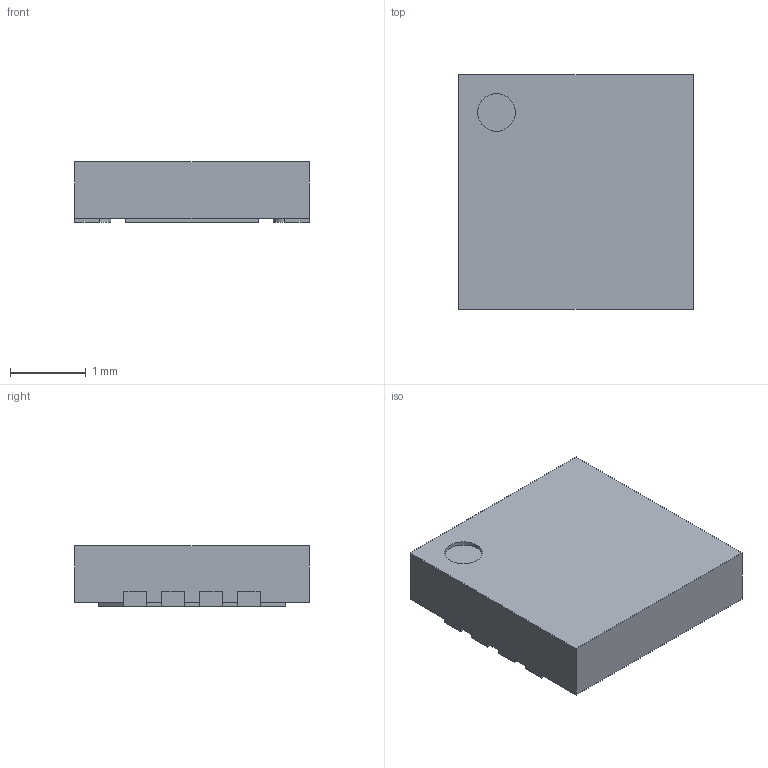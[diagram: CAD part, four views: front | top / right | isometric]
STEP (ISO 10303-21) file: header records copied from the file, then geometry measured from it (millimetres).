
FILE_DESCRIPTION((''),'2;1');
FILE_NAME('SON50P300X300X80-9N-R175X248.stp','2010-01-18T14:59:09',(''),(''),'Mechanical Desktop 2006','Mechanical Desktop 2006',', , ');
FILE_SCHEMA(('AUTOMOTIVE_DESIGN { 1 2 10303 214 0 1 1 1 }'));
Length unit declared in the file: millimetre
Products named in the file (1): Product
Bounding box: 3.1 x 3.1 x 0.8 mm (x, y, z)
Volume: 7.5 mm3; surface area: 45.5 mm2
Topology: 10 solids, 10 shells, 118 faces, 288 edges, 192 vertices
Faces by surface type: plane 52, bspline 48, cylinder 18
Entity records: 3711 total; most frequent: CARTESIAN_POINT 967, ORIENTED_EDGE 576, DIRECTION 498, EDGE_CURVE 288, VECTOR 220, LINE 220, VERTEX_POINT 192, AXIS2_PLACEMENT_3D 139
